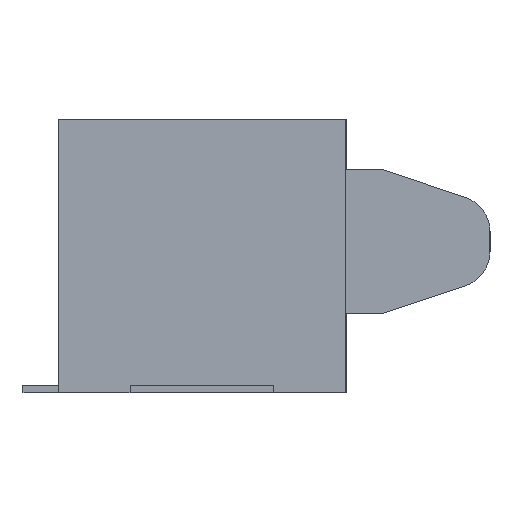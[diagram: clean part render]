
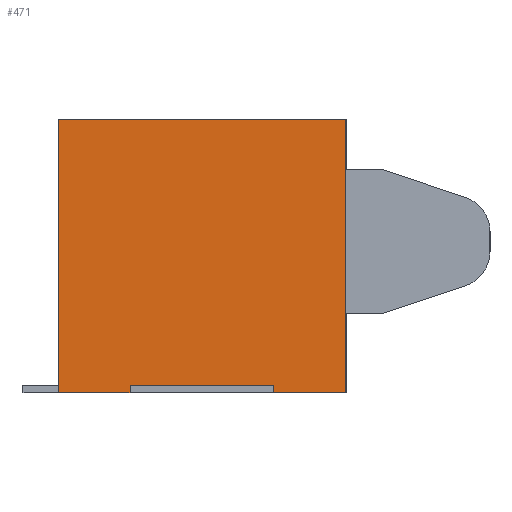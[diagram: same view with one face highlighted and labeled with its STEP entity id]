
A CAD part, left-side view. The second image highlights one B-rep face of the part: STEP entity #471.
In plain terms, the highlighted planar face has unit normal (-1, 0, 0).
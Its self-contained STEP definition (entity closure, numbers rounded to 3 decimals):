
#272 = EDGE_CURVE('',#273,#275,#277,.T.);
#273 = VERTEX_POINT('',#274);
#274 = CARTESIAN_POINT('',(-7.,0.,0.));
#275 = VERTEX_POINT('',#276);
#276 = CARTESIAN_POINT('',(-7.,0.,3.8));
#277 = LINE('',#278,#279);
#278 = CARTESIAN_POINT('',(-7.,0.,0.));
#279 = VECTOR('',#280,1.);
#280 = DIRECTION('',(0.,0.,1.));
#471 = ADVANCED_FACE('',(#472),#529,.F.);
#472 = FACE_BOUND('',#473,.F.);
#473 = EDGE_LOOP('',(#474,#484,#492,#498,#499,#507,#515,#523));
#474 = ORIENTED_EDGE('',*,*,#475,.F.);
#475 = EDGE_CURVE('',#476,#478,#480,.T.);
#476 = VERTEX_POINT('',#477);
#477 = CARTESIAN_POINT('',(-7.,4.,0.));
#478 = VERTEX_POINT('',#479);
#479 = CARTESIAN_POINT('',(-7.,3.,0.));
#480 = LINE('',#481,#482);
#481 = CARTESIAN_POINT('',(-7.,4.,0.));
#482 = VECTOR('',#483,1.);
#483 = DIRECTION('',(0.,-1.,0.));
#484 = ORIENTED_EDGE('',*,*,#485,.T.);
#485 = EDGE_CURVE('',#476,#486,#488,.T.);
#486 = VERTEX_POINT('',#487);
#487 = CARTESIAN_POINT('',(-7.,4.,3.8));
#488 = LINE('',#489,#490);
#489 = CARTESIAN_POINT('',(-7.,4.,0.));
#490 = VECTOR('',#491,1.);
#491 = DIRECTION('',(0.,0.,1.));
#492 = ORIENTED_EDGE('',*,*,#493,.T.);
#493 = EDGE_CURVE('',#486,#275,#494,.T.);
#494 = LINE('',#495,#496);
#495 = CARTESIAN_POINT('',(-7.,4.,3.8));
#496 = VECTOR('',#497,1.);
#497 = DIRECTION('',(0.,-1.,0.));
#498 = ORIENTED_EDGE('',*,*,#272,.F.);
#499 = ORIENTED_EDGE('',*,*,#500,.F.);
#500 = EDGE_CURVE('',#501,#273,#503,.T.);
#501 = VERTEX_POINT('',#502);
#502 = CARTESIAN_POINT('',(-7.,1.,0.));
#503 = LINE('',#504,#505);
#504 = CARTESIAN_POINT('',(-7.,4.,0.));
#505 = VECTOR('',#506,1.);
#506 = DIRECTION('',(0.,-1.,0.));
#507 = ORIENTED_EDGE('',*,*,#508,.T.);
#508 = EDGE_CURVE('',#501,#509,#511,.T.);
#509 = VERTEX_POINT('',#510);
#510 = CARTESIAN_POINT('',(-7.,1.,0.1));
#511 = LINE('',#512,#513);
#512 = CARTESIAN_POINT('',(-7.,1.,0.));
#513 = VECTOR('',#514,1.);
#514 = DIRECTION('',(0.,0.,1.));
#515 = ORIENTED_EDGE('',*,*,#516,.F.);
#516 = EDGE_CURVE('',#517,#509,#519,.T.);
#517 = VERTEX_POINT('',#518);
#518 = CARTESIAN_POINT('',(-7.,3.,0.1));
#519 = LINE('',#520,#521);
#520 = CARTESIAN_POINT('',(-7.,3.,0.1));
#521 = VECTOR('',#522,1.);
#522 = DIRECTION('',(0.,-1.,0.));
#523 = ORIENTED_EDGE('',*,*,#524,.F.);
#524 = EDGE_CURVE('',#478,#517,#525,.T.);
#525 = LINE('',#526,#527);
#526 = CARTESIAN_POINT('',(-7.,3.,0.));
#527 = VECTOR('',#528,1.);
#528 = DIRECTION('',(0.,0.,1.));
#529 = PLANE('',#530);
#530 = AXIS2_PLACEMENT_3D('',#531,#532,#533);
#531 = CARTESIAN_POINT('',(-7.,4.,0.));
#532 = DIRECTION('',(1.,0.,0.));
#533 = DIRECTION('',(0.,-1.,0.));
